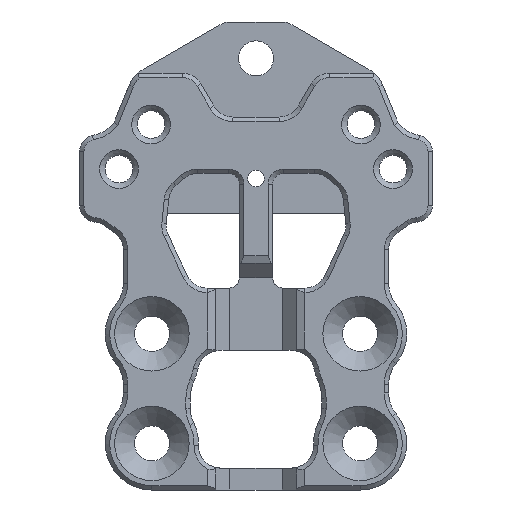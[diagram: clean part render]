
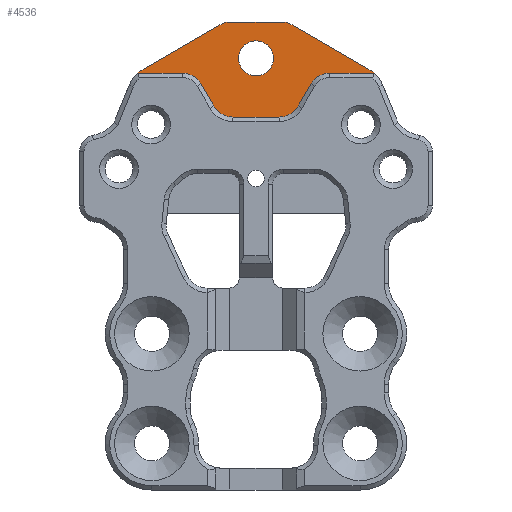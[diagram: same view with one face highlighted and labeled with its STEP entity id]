
A CAD part, front view. The second image highlights one B-rep face of the part: STEP entity #4536.
In plain terms, the highlighted planar face has unit normal (0, -1, 0).
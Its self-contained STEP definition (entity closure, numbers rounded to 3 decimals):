
#115=FACE_BOUND('',#689,.T.);
#197=PLANE('',#5015);
#419=FACE_OUTER_BOUND('',#688,.T.);
#688=EDGE_LOOP('',(#3917,#3918,#3919,#3920,#3921,#3922,#3923,#3924,#3925,
#3926,#3927,#3928,#3929,#3930,#3931,#3932));
#689=EDGE_LOOP('',(#3933));
#1050=LINE('',#7647,#1448);
#1053=LINE('',#7655,#1451);
#1069=LINE('',#7696,#1467);
#1070=LINE('',#7698,#1468);
#1071=LINE('',#7700,#1469);
#1072=LINE('',#7705,#1470);
#1073=LINE('',#7709,#1471);
#1074=LINE('',#7712,#1472);
#1448=VECTOR('',#6194,10.);
#1451=VECTOR('',#6203,10.);
#1467=VECTOR('',#6255,10.);
#1468=VECTOR('',#6258,10.);
#1469=VECTOR('',#6261,10.);
#1470=VECTOR('',#6268,10.);
#1471=VECTOR('',#6271,10.);
#1472=VECTOR('',#6274,10.);
#1739=CIRCLE('',#4979,3.);
#1740=CIRCLE('',#4988,2.);
#1741=CIRCLE('',#4991,2.);
#1742=CIRCLE('',#4994,2.);
#1743=CIRCLE('',#4996,2.);
#1744=CIRCLE('',#4998,3.);
#1746=CIRCLE('',#5016,2.);
#1747=CIRCLE('',#5017,2.);
#1748=CIRCLE('',#5018,1.6);
#2130=VERTEX_POINT('',#7620);
#2131=VERTEX_POINT('',#7622);
#2132=VERTEX_POINT('',#7640);
#2133=VERTEX_POINT('',#7642);
#2134=VERTEX_POINT('',#7646);
#2135=VERTEX_POINT('',#7650);
#2136=VERTEX_POINT('',#7654);
#2137=VERTEX_POINT('',#7658);
#2138=VERTEX_POINT('',#7662);
#2139=VERTEX_POINT('',#7664);
#2140=VERTEX_POINT('',#7668);
#2141=VERTEX_POINT('',#7670);
#2144=VERTEX_POINT('',#7704);
#2145=VERTEX_POINT('',#7706);
#2146=VERTEX_POINT('',#7708);
#2147=VERTEX_POINT('',#7710);
#2148=VERTEX_POINT('',#7713);
#2729=EDGE_CURVE('',#2131,#2130,#1739,.T.);
#2739=EDGE_CURVE('',#2132,#2133,#1740,.T.);
#2741=EDGE_CURVE('',#2133,#2134,#1050,.T.);
#2743=EDGE_CURVE('',#2135,#2134,#1741,.T.);
#2745=EDGE_CURVE('',#2136,#2135,#1053,.T.);
#2747=EDGE_CURVE('',#2137,#2136,#1742,.T.);
#2750=EDGE_CURVE('',#2139,#2138,#1743,.T.);
#2753=EDGE_CURVE('',#2141,#2140,#1744,.T.);
#2765=EDGE_CURVE('',#2139,#2140,#1069,.T.);
#2766=EDGE_CURVE('',#2138,#2137,#1070,.T.);
#2767=EDGE_CURVE('',#2131,#2132,#1071,.T.);
#2768=EDGE_CURVE('',#2144,#2130,#1072,.T.);
#2769=EDGE_CURVE('',#2145,#2144,#1746,.T.);
#2770=EDGE_CURVE('',#2146,#2145,#1073,.T.);
#2771=EDGE_CURVE('',#2146,#2147,#1747,.T.);
#2772=EDGE_CURVE('',#2147,#2141,#1074,.T.);
#2773=EDGE_CURVE('',#2148,#2148,#1748,.T.);
#3917=ORIENTED_EDGE('',*,*,#2767,.F.);
#3918=ORIENTED_EDGE('',*,*,#2729,.T.);
#3919=ORIENTED_EDGE('',*,*,#2768,.F.);
#3920=ORIENTED_EDGE('',*,*,#2769,.F.);
#3921=ORIENTED_EDGE('',*,*,#2770,.F.);
#3922=ORIENTED_EDGE('',*,*,#2771,.T.);
#3923=ORIENTED_EDGE('',*,*,#2772,.T.);
#3924=ORIENTED_EDGE('',*,*,#2753,.T.);
#3925=ORIENTED_EDGE('',*,*,#2765,.F.);
#3926=ORIENTED_EDGE('',*,*,#2750,.T.);
#3927=ORIENTED_EDGE('',*,*,#2766,.T.);
#3928=ORIENTED_EDGE('',*,*,#2747,.T.);
#3929=ORIENTED_EDGE('',*,*,#2745,.T.);
#3930=ORIENTED_EDGE('',*,*,#2743,.T.);
#3931=ORIENTED_EDGE('',*,*,#2741,.F.);
#3932=ORIENTED_EDGE('',*,*,#2739,.F.);
#3933=ORIENTED_EDGE('',*,*,#2773,.F.);
#4536=ADVANCED_FACE('',(#419,#115),#197,.T.);
#4979=AXIS2_PLACEMENT_3D('',#7623,#6162,#6163);
#4988=AXIS2_PLACEMENT_3D('',#7643,#6189,#6190);
#4991=AXIS2_PLACEMENT_3D('',#7651,#6198,#6199);
#4994=AXIS2_PLACEMENT_3D('',#7659,#6207,#6208);
#4996=AXIS2_PLACEMENT_3D('',#7665,#6213,#6214);
#4998=AXIS2_PLACEMENT_3D('',#7671,#6219,#6220);
#5015=AXIS2_PLACEMENT_3D('',#7703,#6266,#6267);
#5016=AXIS2_PLACEMENT_3D('',#7707,#6269,#6270);
#5017=AXIS2_PLACEMENT_3D('',#7711,#6272,#6273);
#5018=AXIS2_PLACEMENT_3D('',#7714,#6275,#6276);
#6162=DIRECTION('center_axis',(0.,-1.,0.));
#6163=DIRECTION('ref_axis',(0.754,0.,0.656));
#6189=DIRECTION('center_axis',(0.,-1.,0.));
#6190=DIRECTION('ref_axis',(0.,0.,1.));
#6194=DIRECTION('',(-0.5,0.,-0.866));
#6198=DIRECTION('center_axis',(0.,-1.,0.));
#6199=DIRECTION('ref_axis',(0.5,0.,-0.866));
#6203=DIRECTION('',(1.,0.,0.));
#6207=DIRECTION('center_axis',(0.,-1.,0.));
#6208=DIRECTION('ref_axis',(-0.5,0.,-0.866));
#6213=DIRECTION('center_axis',(0.,1.,0.));
#6214=DIRECTION('ref_axis',(0.,0.,
1.));
#6219=DIRECTION('center_axis',(0.,-1.,0.));
#6220=DIRECTION('ref_axis',(-0.754,0.,0.656));
#6255=DIRECTION('',(-1.,0.,0.));
#6258=DIRECTION('',(0.5,0.,-0.866));
#6261=DIRECTION('',(-1.,0.,0.));
#6266=DIRECTION('center_axis',(0.,-1.,0.));
#6267=DIRECTION('ref_axis',(1.,0.,0.));
#6268=DIRECTION('',(0.866,0.,-0.5));
#6269=DIRECTION('center_axis',(0.,1.,0.));
#6270=DIRECTION('ref_axis',(0.259,0.,0.966));
#6271=DIRECTION('',(1.,0.,0.));
#6272=DIRECTION('center_axis',(0.,-1.,0.));
#6273=DIRECTION('ref_axis',(-0.259,0.,0.966));
#6274=DIRECTION('',(-0.866,0.,-0.5));
#6275=DIRECTION('center_axis',(0.,-1.,0.));
#6276=DIRECTION('ref_axis',(0.,0.,
1.));
#7620=CARTESIAN_POINT('',(9.802,-19.429,25.638));
#7622=CARTESIAN_POINT('',(10.299,-19.429,25.279));
#7623=CARTESIAN_POINT('Origin',(8.302,-19.429,23.04));
#7640=CARTESIAN_POINT('',(6.228,-19.429,25.279));
#7642=CARTESIAN_POINT('',(4.496,-19.429,24.279));
#7643=CARTESIAN_POINT('Origin',(6.228,-19.429,23.279));
#7646=CARTESIAN_POINT('',(3.341,-19.429,22.279));
#7647=CARTESIAN_POINT('',(4.496,-19.429,24.279));
#7650=CARTESIAN_POINT('',(1.609,-19.429,21.279));
#7651=CARTESIAN_POINT('Origin',(1.609,-19.429,23.279));
#7654=CARTESIAN_POINT('',(-2.606,-19.429,21.279));
#7655=CARTESIAN_POINT('',(-1.552,-19.429,21.279));
#7658=CARTESIAN_POINT('',(-4.338,-19.429,22.279));
#7659=CARTESIAN_POINT('Origin',(-2.606,-19.429,23.279));
#7662=CARTESIAN_POINT('',(-5.492,-19.429,24.279));
#7664=CARTESIAN_POINT('',(-7.224,-19.429,25.279));
#7665=CARTESIAN_POINT('Origin',(-7.224,-19.429,23.279));
#7668=CARTESIAN_POINT('',(-11.295,-19.429,25.279));
#7670=CARTESIAN_POINT('',(-10.799,-19.429,25.638));
#7671=CARTESIAN_POINT('Origin',(-9.299,-19.429,23.04));
#7696=CARTESIAN_POINT('',(2.865,-19.429,25.279));
#7698=CARTESIAN_POINT('',(-5.492,-19.429,24.279));
#7700=CARTESIAN_POINT('',(-3.861,-19.429,25.279));
#7703=CARTESIAN_POINT('Origin',(-0.498,-19.429,23.029));
#7704=CARTESIAN_POINT('',(2.798,-19.429,29.682));
#7705=CARTESIAN_POINT('',(5.238,-19.429,28.273));
#7706=CARTESIAN_POINT('',(1.798,-19.429,29.95));
#7707=CARTESIAN_POINT('Origin',(1.798,-19.429,27.95));
#7708=CARTESIAN_POINT('',(-2.795,-19.429,29.95));
#7709=CARTESIAN_POINT('',(-2.348,-19.429,29.95));
#7710=CARTESIAN_POINT('',(-3.795,-19.429,29.682));
#7711=CARTESIAN_POINT('Origin',(-2.795,-19.429,27.95));
#7712=CARTESIAN_POINT('',(-6.235,-19.429,28.273));
#7713=CARTESIAN_POINT('',(-0.498,-19.429,25.031));
#7714=CARTESIAN_POINT('Origin',(-0.498,-19.429,26.631));
